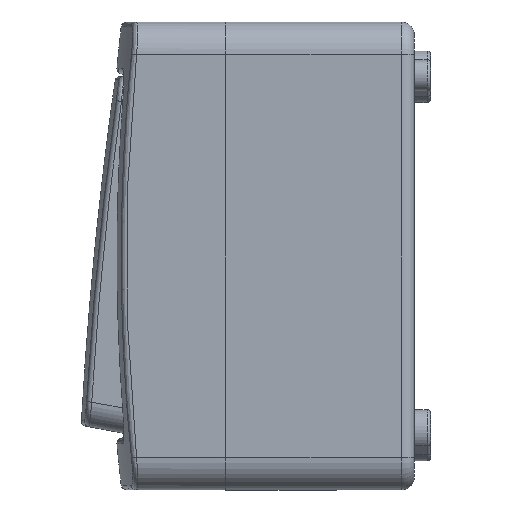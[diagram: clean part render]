
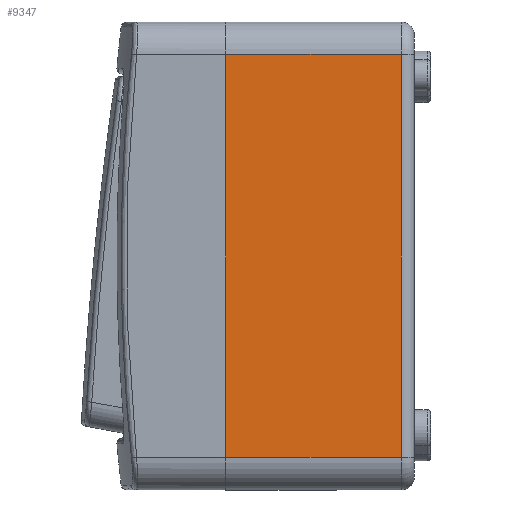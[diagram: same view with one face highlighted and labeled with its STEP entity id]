
A CAD part, left-side view. The second image highlights one B-rep face of the part: STEP entity #9347.
In plain terms, the highlighted planar face has unit normal (-1, 0, 0).
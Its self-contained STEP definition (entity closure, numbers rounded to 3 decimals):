
#32 = AXIS2_PLACEMENT_3D ( 'NONE', #10648, #15100, #13030 ) ;
#126 = DIRECTION ( 'NONE',  ( 0., 1., 0. ) ) ;
#169 = CARTESIAN_POINT ( 'NONE',  ( -36., 29., 31. ) ) ;
#570 = CARTESIAN_POINT ( 'NONE',  ( -36., 2., 36. ) ) ;
#588 = DIRECTION ( 'NONE',  ( 0., 0., 1. ) ) ;
#722 = ORIENTED_EDGE ( 'NONE', *, *, #6948, .T. ) ;
#783 = DIRECTION ( 'NONE',  ( 0., -1., 0. ) ) ;
#854 = CARTESIAN_POINT ( 'NONE',  ( -36., 29., -31. ) ) ;
#1205 = VERTEX_POINT ( 'NONE', #5888 ) ;
#1664 = ORIENTED_EDGE ( 'NONE', *, *, #6930, .T. ) ;
#2102 = FACE_OUTER_BOUND ( 'NONE', #11629, .T. ) ;
#2196 = ORIENTED_EDGE ( 'NONE', *, *, #6550, .F. ) ;
#2402 = VECTOR ( 'NONE', #5156, 1000. ) ;
#3131 = LINE ( 'NONE', #169, #15043 ) ;
#3513 = VERTEX_POINT ( 'NONE', #10863 ) ;
#3906 = LINE ( 'NONE', #854, #9752 ) ;
#4927 = VERTEX_POINT ( 'NONE', #7649 ) ;
#5156 = DIRECTION ( 'NONE',  ( 0., 0., 1. ) ) ;
#5249 = LINE ( 'NONE', #5274, #2402 ) ;
#5274 = CARTESIAN_POINT ( 'NONE',  ( -36., 29., 36. ) ) ;
#5673 = VERTEX_POINT ( 'NONE', #12669 ) ;
#5888 = CARTESIAN_POINT ( 'NONE',  ( -36., 29., -31. ) ) ;
#6331 = VECTOR ( 'NONE', #588, 1000. ) ;
#6550 = EDGE_CURVE ( 'NONE', #1205, #3513, #5249, .T. ) ;
#6930 = EDGE_CURVE ( 'NONE', #1205, #4927, #3906, .T. ) ;
#6948 = EDGE_CURVE ( 'NONE', #4927, #5673, #13244, .T. ) ;
#6967 = EDGE_CURVE ( 'NONE', #5673, #3513, #3131, .T. ) ;
#7649 = CARTESIAN_POINT ( 'NONE',  ( -36., 2., -31. ) ) ;
#8884 = PLANE ( 'NONE',  #32 ) ;
#9347 = ADVANCED_FACE ( 'NONE', ( #2102 ), #8884, .F. ) ;
#9752 = VECTOR ( 'NONE', #783, 1000. ) ;
#10648 = CARTESIAN_POINT ( 'NONE',  ( -36., 29., 36. ) ) ;
#10863 = CARTESIAN_POINT ( 'NONE',  ( -36., 29., 31. ) ) ;
#11629 = EDGE_LOOP ( 'NONE', ( #1664, #722, #13917, #2196 ) ) ;
#12669 = CARTESIAN_POINT ( 'NONE',  ( -36., 2., 31. ) ) ;
#13030 = DIRECTION ( 'NONE',  ( 0., 0., -1. ) ) ;
#13244 = LINE ( 'NONE', #570, #6331 ) ;
#13917 = ORIENTED_EDGE ( 'NONE', *, *, #6967, .T. ) ;
#15043 = VECTOR ( 'NONE', #126, 1000. ) ;
#15100 = DIRECTION ( 'NONE',  ( 1., 0., 0. ) ) ;
